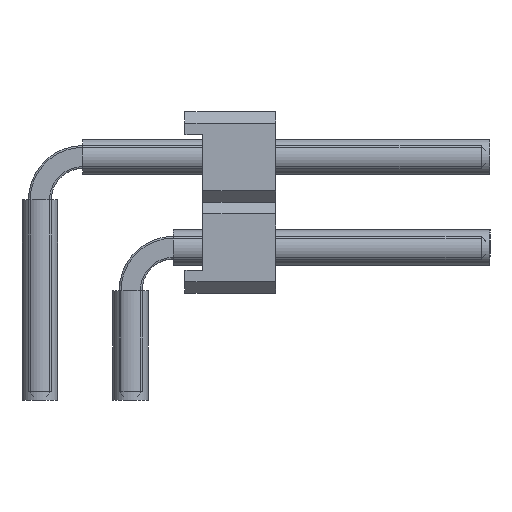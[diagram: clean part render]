
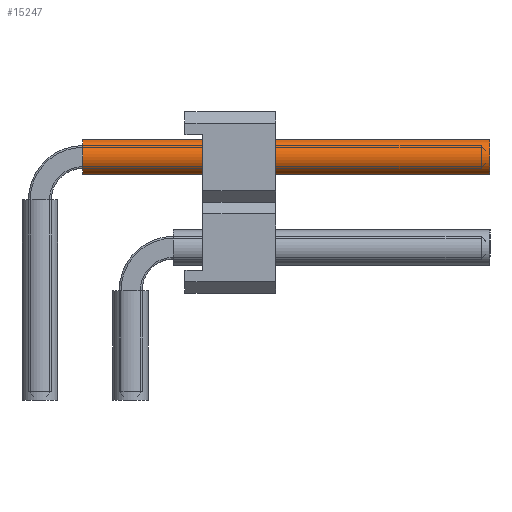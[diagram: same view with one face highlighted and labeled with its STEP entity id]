
A CAD part, left-side view. The second image highlights one B-rep face of the part: STEP entity #15247.
In plain terms, the highlighted cylindrical face has radius 0.5 mm (diameter 1 mm), a full revolution.
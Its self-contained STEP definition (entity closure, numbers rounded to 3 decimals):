
#8376=ORIENTED_EDGE('',*,*,#10552,.F.);
#8377=ORIENTED_EDGE('',*,*,#10553,.T.);
#10552=EDGE_CURVE('',#12000,#12000,#12520,.T.);
#10553=EDGE_CURVE('',#12001,#12001,#12521,.T.);
#12000=VERTEX_POINT('',#25357);
#12001=VERTEX_POINT('',#25359);
#12520=CIRCLE('',#16606,0.5);
#12521=CIRCLE('',#16607,0.5);
#13382=EDGE_LOOP('',(#8376));
#13383=EDGE_LOOP('',(#8377));
#14244=FACE_BOUND('',#13382,.T.);
#14245=FACE_BOUND('',#13383,.T.);
#14509=CYLINDRICAL_SURFACE('',#16605,0.5);
#15247=ADVANCED_FACE('',(#14244,#14245),#14509,.F.);
#16605=AXIS2_PLACEMENT_3D('',#25355,#20872,#20873);
#16606=AXIS2_PLACEMENT_3D('',#25356,#20874,#20875);
#16607=AXIS2_PLACEMENT_3D('',#25358,#20876,#20877);
#20872=DIRECTION('',(1.,0.,0.));
#20873=DIRECTION('',(0.,0.,-1.));
#20874=DIRECTION('',(-1.,0.,0.));
#20875=DIRECTION('',(0.,0.,1.));
#20876=DIRECTION('',(-1.,0.,0.));
#20877=DIRECTION('',(0.,0.,1.));
#25355=CARTESIAN_POINT('',(1.2,0.,6.81));
#25356=CARTESIAN_POINT('',(12.6,0.,6.81));
#25357=CARTESIAN_POINT('',(12.6,0.,7.31));
#25358=CARTESIAN_POINT('',(1.2,0.,6.81));
#25359=CARTESIAN_POINT('',(1.2,0.,7.31));
